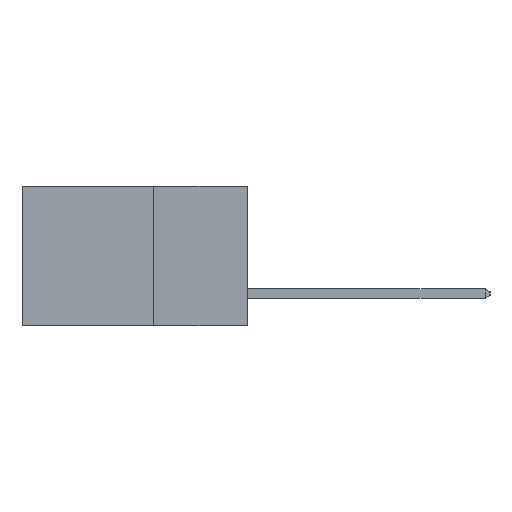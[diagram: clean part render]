
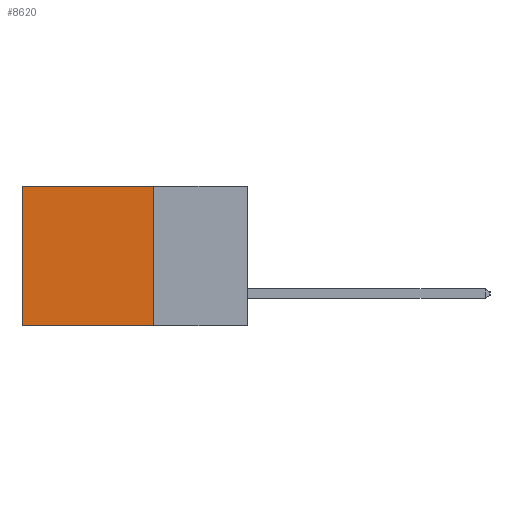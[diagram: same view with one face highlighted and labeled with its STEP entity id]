
A CAD part, left-side view. The second image highlights one B-rep face of the part: STEP entity #8620.
In plain terms, the highlighted planar face has unit normal (-1, 0, 0).
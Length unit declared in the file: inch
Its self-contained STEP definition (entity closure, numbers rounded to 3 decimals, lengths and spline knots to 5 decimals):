
#847 = EDGE_CURVE ( 'NONE', #10721, #13807, #6910, .T. ) ;
#1762 = DIRECTION ( 'NONE',  ( 0., 1., 0. ) ) ;
#2608 = VECTOR ( 'NONE', #5096, 39.37008 ) ;
#2775 = EDGE_CURVE ( 'NONE', #10721, #17410, #9314, .T. ) ;
#3105 = DIRECTION ( 'NONE',  ( 1., 0., 0. ) ) ;
#3124 = DIRECTION ( 'NONE',  ( 0., 0., -1. ) ) ;
#3151 = CARTESIAN_POINT ( 'NONE',  ( 0.2615, 0.25, -0.37 ) ) ;
#3433 = EDGE_CURVE ( 'NONE', #17410, #8251, #16071, .T. ) ;
#3477 = LINE ( 'NONE', #14998, #2608 ) ;
#3935 = CARTESIAN_POINT ( 'NONE',  ( 0.2615, 0.25, 0. ) ) ;
#3976 = CARTESIAN_POINT ( 'NONE',  ( 0.2615, 0.6, 0. ) ) ;
#5096 = DIRECTION ( 'NONE',  ( 0., 0., -1. ) ) ;
#5254 = VECTOR ( 'NONE', #1762, 39.37008 ) ;
#5489 = VECTOR ( 'NONE', #3124, 39.37008 ) ;
#6764 = EDGE_LOOP ( 'NONE', ( #17696, #18217, #7691, #18215 ) ) ;
#6910 = LINE ( 'NONE', #3935, #13951 ) ;
#7300 = PLANE ( 'NONE',  #8761 ) ;
#7691 = ORIENTED_EDGE ( 'NONE', *, *, #2775, .F. ) ;
#8251 = VERTEX_POINT ( 'NONE', #13608 ) ;
#8620 = ADVANCED_FACE ( 'NONE', ( #17008 ), #7300, .F. ) ;
#8761 = AXIS2_PLACEMENT_3D ( 'NONE', #11563, #3105, #12992 ) ;
#9314 = LINE ( 'NONE', #3151, #5489 ) ;
#9507 = CARTESIAN_POINT ( 'NONE',  ( 0.2615, 0.25, 0. ) ) ;
#10237 = CARTESIAN_POINT ( 'NONE',  ( 0.2615, 0.25, -0.37 ) ) ;
#10695 = EDGE_CURVE ( 'NONE', #13807, #8251, #3477, .T. ) ;
#10721 = VERTEX_POINT ( 'NONE', #9507 ) ;
#11563 = CARTESIAN_POINT ( 'NONE',  ( 0.2615, 0.25, -0.37 ) ) ;
#12992 = DIRECTION ( 'NONE',  ( 0., 0., -1. ) ) ;
#13608 = CARTESIAN_POINT ( 'NONE',  ( 0.2615, 0.6, -0.37 ) ) ;
#13688 = CARTESIAN_POINT ( 'NONE',  ( 0.2615, 0.25, -0.37 ) ) ;
#13807 = VERTEX_POINT ( 'NONE', #3976 ) ;
#13951 = VECTOR ( 'NONE', #15230, 39.37008 ) ;
#14998 = CARTESIAN_POINT ( 'NONE',  ( 0.2615, 0.6, -0.37 ) ) ;
#15230 = DIRECTION ( 'NONE',  ( 0., 1., 0. ) ) ;
#16071 = LINE ( 'NONE', #10237, #5254 ) ;
#17008 = FACE_OUTER_BOUND ( 'NONE', #6764, .T. ) ;
#17410 = VERTEX_POINT ( 'NONE', #13688 ) ;
#17696 = ORIENTED_EDGE ( 'NONE', *, *, #10695, .T. ) ;
#18215 = ORIENTED_EDGE ( 'NONE', *, *, #847, .T. ) ;
#18217 = ORIENTED_EDGE ( 'NONE', *, *, #3433, .F. ) ;
